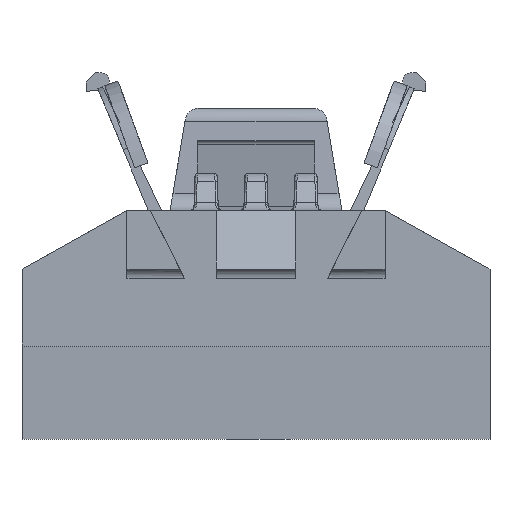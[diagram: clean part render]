
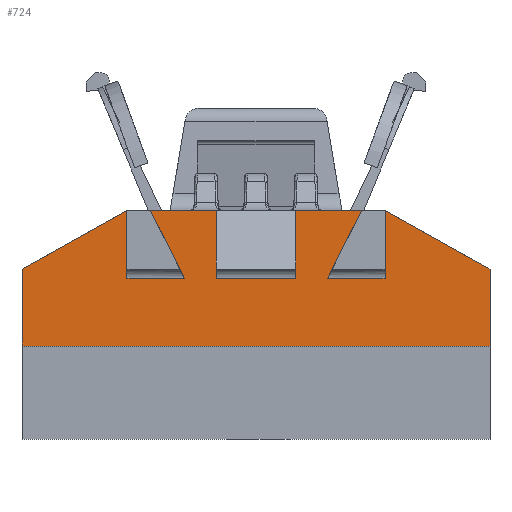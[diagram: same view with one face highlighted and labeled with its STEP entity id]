
A CAD part, front view. The second image highlights one B-rep face of the part: STEP entity #724.
In plain terms, the highlighted planar face has unit normal (0, -1, 0).
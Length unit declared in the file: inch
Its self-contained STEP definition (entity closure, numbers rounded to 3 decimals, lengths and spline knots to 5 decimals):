
#724=ADVANCED_FACE('',(#1245),#1058,.T.);
#1058=PLANE('',#6597);
#1245=FACE_OUTER_BOUND('',#1595,.T.);
#1595=EDGE_LOOP('',(#2108,#2109,#2110,#2111,#2112,#2113,#2114,#2115,#2116,
#2117,#2118,#2119,#2120,#2121,#2122,#2123));
#2108=ORIENTED_EDGE('',*,*,#4582,.F.);
#2109=ORIENTED_EDGE('',*,*,#4583,.T.);
#2110=ORIENTED_EDGE('',*,*,#4584,.T.);
#2111=ORIENTED_EDGE('',*,*,#4585,.F.);
#2112=ORIENTED_EDGE('',*,*,#4586,.F.);
#2113=ORIENTED_EDGE('',*,*,#4587,.T.);
#2114=ORIENTED_EDGE('',*,*,#4588,.T.);
#2115=ORIENTED_EDGE('',*,*,#4589,.F.);
#2116=ORIENTED_EDGE('',*,*,#4590,.T.);
#2117=ORIENTED_EDGE('',*,*,#4591,.T.);
#2118=ORIENTED_EDGE('',*,*,#4592,.T.);
#2119=ORIENTED_EDGE('',*,*,#4593,.T.);
#2120=ORIENTED_EDGE('',*,*,#4594,.F.);
#2121=ORIENTED_EDGE('',*,*,#4595,.T.);
#2122=ORIENTED_EDGE('',*,*,#4596,.T.);
#2123=ORIENTED_EDGE('',*,*,#4597,.T.);
#3944=VERTEX_POINT('',#9690);
#3945=VERTEX_POINT('',#9691);
#3946=VERTEX_POINT('',#9693);
#3947=VERTEX_POINT('',#9695);
#3948=VERTEX_POINT('',#9697);
#3949=VERTEX_POINT('',#9699);
#3950=VERTEX_POINT('',#9701);
#3951=VERTEX_POINT('',#9703);
#3952=VERTEX_POINT('',#9705);
#3953=VERTEX_POINT('',#9707);
#3954=VERTEX_POINT('',#9709);
#3955=VERTEX_POINT('',#9711);
#3956=VERTEX_POINT('',#9713);
#3957=VERTEX_POINT('',#9715);
#3958=VERTEX_POINT('',#9717);
#3959=VERTEX_POINT('',#9719);
#4582=EDGE_CURVE('',#3944,#3945,#5473,.T.);
#4583=EDGE_CURVE('',#3944,#3946,#5474,.T.);
#4584=EDGE_CURVE('',#3946,#3947,#5475,.T.);
#4585=EDGE_CURVE('',#3948,#3947,#5476,.T.);
#4586=EDGE_CURVE('',#3949,#3948,#5477,.T.);
#4587=EDGE_CURVE('',#3949,#3950,#5478,.T.);
#4588=EDGE_CURVE('',#3950,#3951,#5479,.T.);
#4589=EDGE_CURVE('',#3952,#3951,#5480,.T.);
#4590=EDGE_CURVE('',#3952,#3953,#5481,.T.);
#4591=EDGE_CURVE('',#3953,#3954,#5482,.T.);
#4592=EDGE_CURVE('',#3954,#3955,#5483,.T.);
#4593=EDGE_CURVE('',#3955,#3956,#5484,.T.);
#4594=EDGE_CURVE('',#3957,#3956,#5485,.T.);
#4595=EDGE_CURVE('',#3957,#3958,#5486,.T.);
#4596=EDGE_CURVE('',#3958,#3959,#5487,.T.);
#4597=EDGE_CURVE('',#3959,#3945,#5488,.T.);
#5473=LINE('',#9689,#6043);
#5474=LINE('',#9692,#6044);
#5475=LINE('',#9694,#6045);
#5476=LINE('',#9696,#6046);
#5477=LINE('',#9698,#6047);
#5478=LINE('',#9700,#6048);
#5479=LINE('',#9702,#6049);
#5480=LINE('',#9704,#6050);
#5481=LINE('',#9706,#6051);
#5482=LINE('',#9708,#6052);
#5483=LINE('',#9710,#6053);
#5484=LINE('',#9712,#6054);
#5485=LINE('',#9714,#6055);
#5486=LINE('',#9716,#6056);
#5487=LINE('',#9718,#6057);
#5488=LINE('',#9720,#6058);
#6043=VECTOR('',#7416,1.);
#6044=VECTOR('',#7417,1.);
#6045=VECTOR('',#7418,1.);
#6046=VECTOR('',#7419,1.);
#6047=VECTOR('',#7420,1.);
#6048=VECTOR('',#7421,1.);
#6049=VECTOR('',#7422,1.);
#6050=VECTOR('',#7423,1.);
#6051=VECTOR('',#7424,1.);
#6052=VECTOR('',#7425,1.);
#6053=VECTOR('',#7426,1.);
#6054=VECTOR('',#7427,1.);
#6055=VECTOR('',#7428,1.);
#6056=VECTOR('',#7429,1.);
#6057=VECTOR('',#7430,1.);
#6058=VECTOR('',#7431,1.);
#6597=AXIS2_PLACEMENT_3D('',#9721,#7432,#7433);
#7416=DIRECTION('',(0.,0.,1.));
#7417=DIRECTION('',(-1.,0.,0.));
#7418=DIRECTION('',(0.45,0.,0.893));
#7419=DIRECTION('',(1.,0.,0.));
#7420=DIRECTION('',(0.,0.,1.));
#7421=DIRECTION('',(-1.,0.,0.));
#7422=DIRECTION('',(0.,0.,1.));
#7423=DIRECTION('',(1.,0.,0.));
#7424=DIRECTION('',(0.45,0.,-0.893));
#7425=DIRECTION('',(-1.,0.,0.));
#7426=DIRECTION('',(0.,0.,1.));
#7427=DIRECTION('',(-0.874,0.,-0.486));
#7428=DIRECTION('',(0.,0.,1.));
#7429=DIRECTION('',(1.,0.,0.));
#7430=DIRECTION('',(0.,0.,1.));
#7431=DIRECTION('',(-0.874,0.,0.486));
#7432=DIRECTION('',(0.,-1.,0.));
#7433=DIRECTION('',(0.,0.,-1.));
#9689=CARTESIAN_POINT('',(0.778,0.,0.365));
#9690=CARTESIAN_POINT('',(0.778,0.,0.345));
#9691=CARTESIAN_POINT('',(0.778,0.,0.49));
#9692=CARTESIAN_POINT('',(0.665,0.,0.345));
#9693=CARTESIAN_POINT('',(0.65492,0.,0.345));
#9694=CARTESIAN_POINT('',(0.728,0.,0.49));
#9695=CARTESIAN_POINT('',(0.728,0.,0.49));
#9696=CARTESIAN_POINT('',(0.,0.,0.49));
#9697=CARTESIAN_POINT('',(0.5865,0.,0.49));
#9698=CARTESIAN_POINT('',(0.5865,0.,0.365));
#9699=CARTESIAN_POINT('',(0.5865,0.,0.345));
#9700=CARTESIAN_POINT('',(0.4165,0.,0.345));
#9701=CARTESIAN_POINT('',(0.4165,0.,0.345));
#9702=CARTESIAN_POINT('',(0.4165,0.,0.365));
#9703=CARTESIAN_POINT('',(0.4165,0.,0.49));
#9704=CARTESIAN_POINT('',(0.,0.,0.49));
#9705=CARTESIAN_POINT('',(0.275,0.,0.49));
#9706=CARTESIAN_POINT('',(0.338,0.,0.365));
#9707=CARTESIAN_POINT('',(0.34808,0.,0.345));
#9708=CARTESIAN_POINT('',(0.225,0.,0.345));
#9709=CARTESIAN_POINT('',(0.225,0.,0.345));
#9710=CARTESIAN_POINT('',(0.225,0.,0.365));
#9711=CARTESIAN_POINT('',(0.225,0.,0.49));
#9712=CARTESIAN_POINT('',(0.22827,0.,0.49182));
#9713=CARTESIAN_POINT('',(0.,0.,0.365));
#9714=CARTESIAN_POINT('',(0.,0.,0.));
#9715=CARTESIAN_POINT('',(0.,0.,0.2));
#9716=CARTESIAN_POINT('',(0.5015,0.,0.2));
#9717=CARTESIAN_POINT('',(1.003,0.,0.2));
#9718=CARTESIAN_POINT('',(1.003,0.,0.));
#9719=CARTESIAN_POINT('',(1.003,0.,0.365));
#9720=CARTESIAN_POINT('',(0.77473,0.,0.49182));
#9721=CARTESIAN_POINT('',(0.5015,0.,0.));
